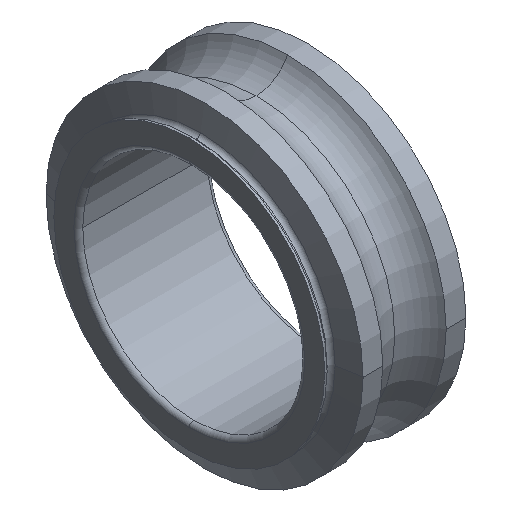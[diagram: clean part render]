
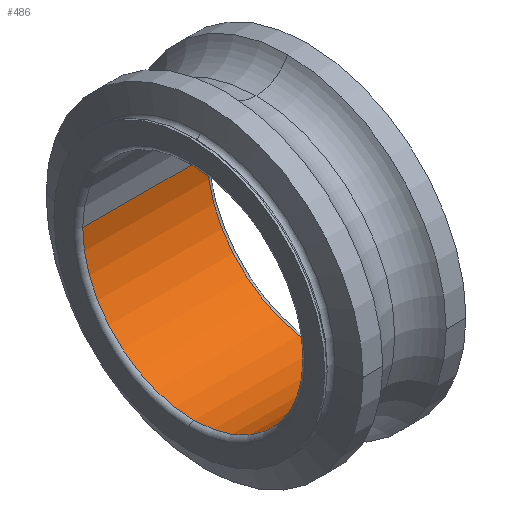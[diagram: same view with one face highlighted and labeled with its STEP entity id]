
A CAD part, isometric view. The second image highlights one B-rep face of the part: STEP entity #486.
In plain terms, the highlighted cylindrical face has radius 7.5 mm (diameter 15 mm), a partial arc.
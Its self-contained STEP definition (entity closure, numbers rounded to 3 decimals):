
#76 = CARTESIAN_POINT ( 'NONE',  ( 0.3, 0., -7.5 ) ) ;
#87 = CIRCLE ( 'NONE', #701, 7.5 ) ;
#103 = DIRECTION ( 'NONE',  ( -1., 0., 0. ) ) ;
#104 = AXIS2_PLACEMENT_3D ( 'NONE', #129, #801, #614 ) ;
#129 = CARTESIAN_POINT ( 'NONE',  ( 8.7, 0., 0. ) ) ;
#146 = EDGE_LOOP ( 'NONE', ( #507, #907, #622, #796, #1042, #898 ) ) ;
#151 = DIRECTION ( 'NONE',  ( -1., 0., 0. ) ) ;
#193 = CARTESIAN_POINT ( 'NONE',  ( 4.5, 0., 0. ) ) ;
#204 = LINE ( 'NONE', #719, #282 ) ;
#271 = FACE_OUTER_BOUND ( 'NONE', #146, .T. ) ;
#272 = AXIS2_PLACEMENT_3D ( 'NONE', #1043, #467, #387 ) ;
#282 = VECTOR ( 'NONE', #792, 1000. ) ;
#288 = DIRECTION ( 'NONE',  ( 1., 0., 0. ) ) ;
#292 = VERTEX_POINT ( 'NONE', #371 ) ;
#299 = CARTESIAN_POINT ( 'NONE',  ( 8.7, 0., 0. ) ) ;
#329 = EDGE_CURVE ( 'NONE', #418, #292, #966, .T. ) ;
#371 = CARTESIAN_POINT ( 'NONE',  ( 8.7, 7.5, 0. ) ) ;
#383 = CARTESIAN_POINT ( 'NONE',  ( 0.3, -7.5, 0. ) ) ;
#387 = DIRECTION ( 'NONE',  ( 0., 1., 0. ) ) ;
#415 = CIRCLE ( 'NONE', #1018, 7.5 ) ;
#418 = VERTEX_POINT ( 'NONE', #1007 ) ;
#427 = EDGE_CURVE ( 'NONE', #738, #1052, #415, .T. ) ;
#432 = DIRECTION ( 'NONE',  ( 0., 1., 0. ) ) ;
#467 = DIRECTION ( 'NONE',  ( 1., 0., 0. ) ) ;
#474 = AXIS2_PLACEMENT_3D ( 'NONE', #193, #103, #432 ) ;
#486 = ADVANCED_FACE ( 'NONE', ( #271 ), #851, .F. ) ;
#507 = ORIENTED_EDGE ( 'NONE', *, *, #743, .F. ) ;
#529 = VECTOR ( 'NONE', #151, 1000. ) ;
#591 = DIRECTION ( 'NONE',  ( 1., 0., 0. ) ) ;
#609 = CARTESIAN_POINT ( 'NONE',  ( 0.3, 0., 0. ) ) ;
#614 = DIRECTION ( 'NONE',  ( 0., 1., 0. ) ) ;
#622 = ORIENTED_EDGE ( 'NONE', *, *, #329, .T. ) ;
#637 = EDGE_CURVE ( 'NONE', #292, #1052, #204, .T. ) ;
#665 = VERTEX_POINT ( 'NONE', #941 ) ;
#669 = VERTEX_POINT ( 'NONE', #383 ) ;
#701 = AXIS2_PLACEMENT_3D ( 'NONE', #299, #288, #1025 ) ;
#719 = CARTESIAN_POINT ( 'NONE',  ( 4.5, 7.5, 0. ) ) ;
#738 = VERTEX_POINT ( 'NONE', #76 ) ;
#743 = EDGE_CURVE ( 'NONE', #665, #669, #904, .T. ) ;
#746 = CARTESIAN_POINT ( 'NONE',  ( 4.5, -7.5, 0. ) ) ;
#781 = CIRCLE ( 'NONE', #272, 7.5 ) ;
#792 = DIRECTION ( 'NONE',  ( -1., 0., 0. ) ) ;
#796 = ORIENTED_EDGE ( 'NONE', *, *, #637, .T. ) ;
#801 = DIRECTION ( 'NONE',  ( 1., 0., 0. ) ) ;
#841 = DIRECTION ( 'NONE',  ( 0., 1., 0. ) ) ;
#851 = CYLINDRICAL_SURFACE ( 'NONE', #474, 7.5 ) ;
#869 = CARTESIAN_POINT ( 'NONE',  ( 0.3, 7.5, 0. ) ) ;
#898 = ORIENTED_EDGE ( 'NONE', *, *, #1056, .F. ) ;
#904 = LINE ( 'NONE', #746, #529 ) ;
#907 = ORIENTED_EDGE ( 'NONE', *, *, #1031, .T. ) ;
#941 = CARTESIAN_POINT ( 'NONE',  ( 8.7, -7.5, 0. ) ) ;
#966 = CIRCLE ( 'NONE', #104, 7.5 ) ;
#1007 = CARTESIAN_POINT ( 'NONE',  ( 8.7, 0., -7.5 ) ) ;
#1018 = AXIS2_PLACEMENT_3D ( 'NONE', #609, #591, #841 ) ;
#1025 = DIRECTION ( 'NONE',  ( 0., 1., 0. ) ) ;
#1031 = EDGE_CURVE ( 'NONE', #665, #418, #87, .T. ) ;
#1042 = ORIENTED_EDGE ( 'NONE', *, *, #427, .F. ) ;
#1043 = CARTESIAN_POINT ( 'NONE',  ( 0.3, 0., 0. ) ) ;
#1052 = VERTEX_POINT ( 'NONE', #869 ) ;
#1056 = EDGE_CURVE ( 'NONE', #669, #738, #781, .T. ) ;
